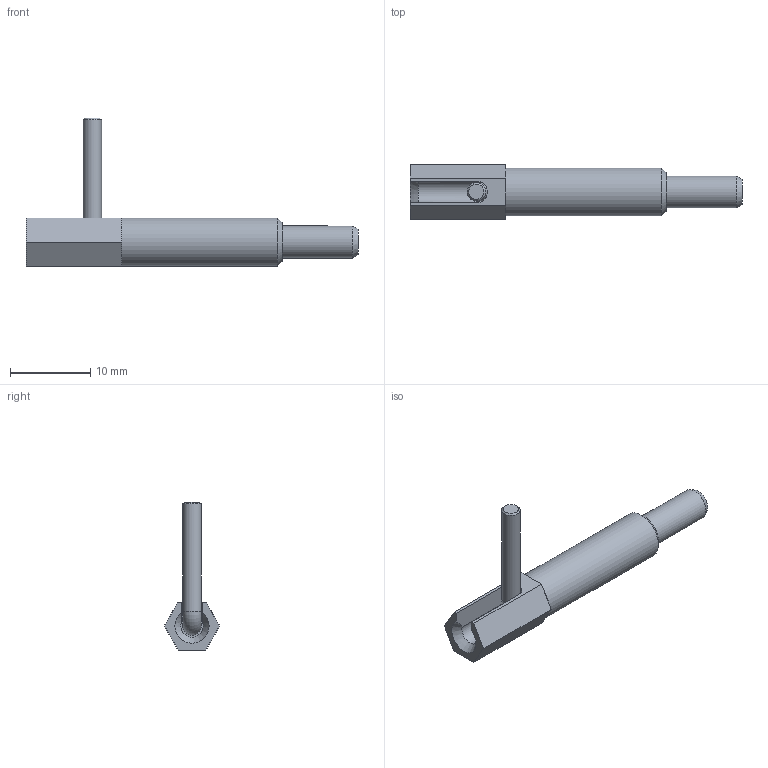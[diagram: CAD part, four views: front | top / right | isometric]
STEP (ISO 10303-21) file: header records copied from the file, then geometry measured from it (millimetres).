
FILE_DESCRIPTION( ( 'STEP AP214' ), '1' );
FILE_NAME( 'K0340.1104.stp', '2020-12-03T12:48:31', ( '' ), ( '' ), ' ', 'PARTsolutions', ' ' );
FILE_SCHEMA( ( 'AUTOMOTIVE_DESIGN { 1 0 10303 214 1 1 1 1 }' ) );
Length unit declared in the file: millimetre
Products named in the file (3): K0340.1104; _K0340_1_metrisch_huelse; _K0340_1_metrisch_bolzen
Assembly tree (2 placements, depth 2):
  K0340.1104
    _K0340_1_metrisch_huelse
    _K0340_1_metrisch_bolzen
Bounding box: 41.5 x 6.93 x 18.5 mm (x, y, z)
Volume: 860 mm3; surface area: 1446.7 mm2
Topology: 2 solids, 2 shells, 32 faces, 70 edges, 42 vertices
Faces by surface type: plane 19, cylinder 7, cone 5, torus 1
Full cylindrical faces by diameter (mm): 2.3 x2, 2.8 x1, 4 x2, 6 x1
Entity records: 1145 total; most frequent: CARTESIAN_POINT 171, DIRECTION 147, ORIENTED_EDGE 116, EDGE_CURVE 58, AXIS2_PLACEMENT_3D 57, EDGE_LOOP 45, VERTEX_POINT 41, FACE_OUTER_BOUND 39
